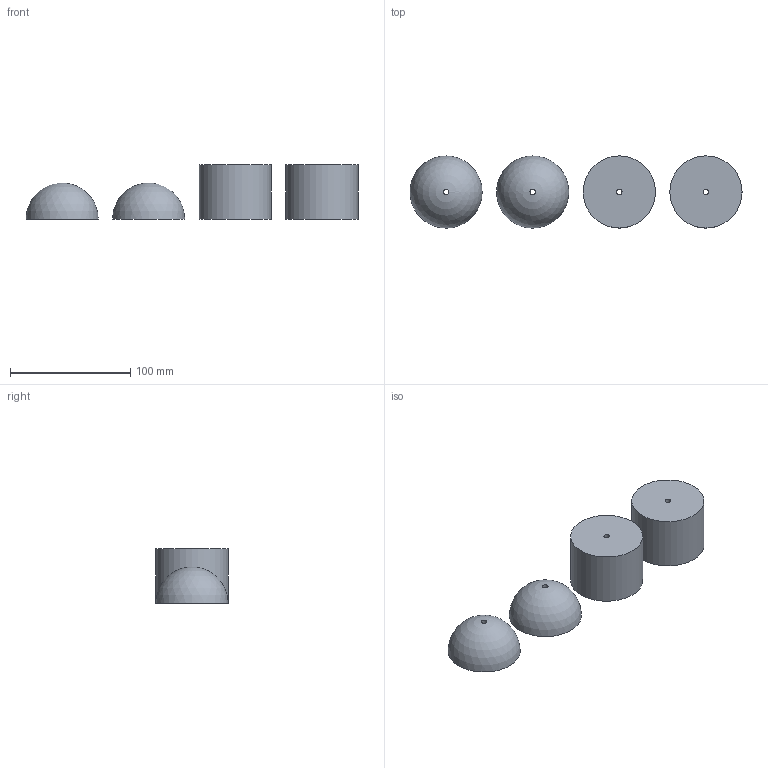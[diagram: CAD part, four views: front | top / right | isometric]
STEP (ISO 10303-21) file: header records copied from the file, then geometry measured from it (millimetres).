
FILE_DESCRIPTION(/* description */ (''),/* implementation_level */ '2;1');
FILE_NAME(/* name */ 'sphere_engraving_support v3.step',/* time_stamp */ '2018-05-23T14:04:00+03:00',/* author */ ('Megumi.Iwata'),/* organization */ (''),/* preprocessor_version */ 'ST-DEVELOPER v17',/* originating_system */ 'Autodesk Translation Framework v7.1.0.215',/* authorisation */ '');
FILE_SCHEMA (('AUTOMOTIVE_DESIGN { 1 0 10303 214 3 1 1 }'));
Length unit declared in the file: millimetre
Products named in the file (1): sphere_engraving_support
Bounding box: 276 x 60 x 45 mm (x, y, z)
Volume: 365182 mm3; surface area: 47229.8 mm2
Topology: 4 solids, 4 shells, 14 faces, 29 edges, 21 vertices
Faces by surface type: cylinder 6, plane 6, sphere 2
Full cylindrical faces by diameter (mm): 4.5 x4, 60 x2
Entity records: 442 total; most frequent: DIRECTION 82, CARTESIAN_POINT 65, ORIENTED_EDGE 58, AXIS2_PLACEMENT_3D 38, EDGE_CURVE 29, CIRCLE 23, VERTEX_POINT 21, EDGE_LOOP 20
